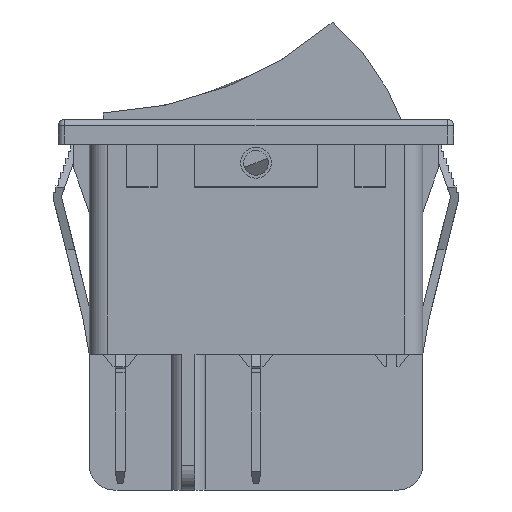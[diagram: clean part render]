
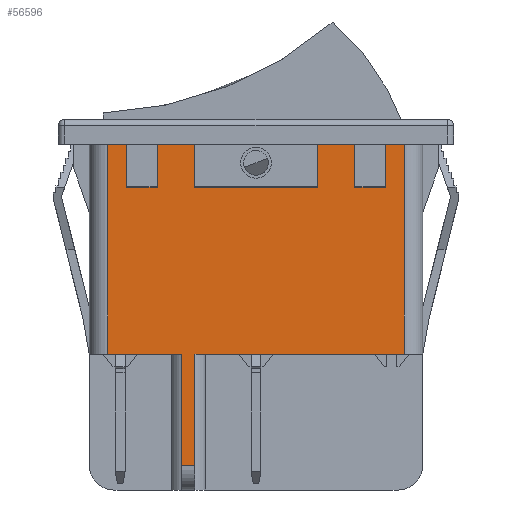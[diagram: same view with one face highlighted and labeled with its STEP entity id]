
A CAD part, front view. The second image highlights one B-rep face of the part: STEP entity #56596.
In plain terms, the highlighted planar face has unit normal (0, -1, 0).
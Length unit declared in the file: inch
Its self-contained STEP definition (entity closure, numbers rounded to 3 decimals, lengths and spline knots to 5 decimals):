
#52700=CARTESIAN_POINT('',(-0.47244,-0.42717,0.66929));
#52701=VERTEX_POINT('',#52700);
#52709=CARTESIAN_POINT('',(-0.41339,-0.42717,0.66929));
#52710=VERTEX_POINT('',#52709);
#52711=CARTESIAN_POINT('',(-0.41339,-0.42717,0.66929));
#52712=DIRECTION('',(-1.0,0.0,0.0));
#52713=VECTOR('',#52712,0.05906);
#52714=LINE('',#52711,#52713);
#52715=EDGE_CURVE('',#52710,#52701,#52714,.T.);
#52733=CARTESIAN_POINT('',(-0.31496,-0.42717,0.66929));
#52734=VERTEX_POINT('',#52733);
#52741=CARTESIAN_POINT('',(-0.19685,-0.42717,0.66929));
#52742=VERTEX_POINT('',#52741);
#52743=CARTESIAN_POINT('',(-0.19685,-0.42717,0.66929));
#52744=DIRECTION('',(-1.0,0.0,0.0));
#52745=VECTOR('',#52744,0.11811);
#52746=LINE('',#52743,#52745);
#52747=EDGE_CURVE('',#52742,#52734,#52746,.T.);
#52765=CARTESIAN_POINT('',(0.19685,-0.42717,0.66929));
#52766=VERTEX_POINT('',#52765);
#52773=CARTESIAN_POINT('',(0.31496,-0.42717,0.66929));
#52774=VERTEX_POINT('',#52773);
#52775=CARTESIAN_POINT('',(0.31496,-0.42717,0.66929));
#52776=DIRECTION('',(-1.0,0.0,0.0));
#52777=VECTOR('',#52776,0.11811);
#52778=LINE('',#52775,#52777);
#52779=EDGE_CURVE('',#52774,#52766,#52778,.T.);
#52797=CARTESIAN_POINT('',(0.41339,-0.42717,0.66929));
#52798=VERTEX_POINT('',#52797);
#52805=CARTESIAN_POINT('',(0.47244,-0.42717,0.66929));
#52806=VERTEX_POINT('',#52805);
#52807=CARTESIAN_POINT('',(0.47244,-0.42717,0.66929));
#52808=DIRECTION('',(-1.0,0.0,0.0));
#52809=VECTOR('',#52808,0.05906);
#52810=LINE('',#52807,#52809);
#52811=EDGE_CURVE('',#52806,#52798,#52810,.T.);
#56236=CARTESIAN_POINT('',(0.41339,-0.42717,0.5315));
#56237=VERTEX_POINT('',#56236);
#56254=CARTESIAN_POINT('',(0.31496,-0.42717,0.5315));
#56255=VERTEX_POINT('',#56254);
#56262=CARTESIAN_POINT('',(0.41339,-0.42717,0.5315));
#56263=DIRECTION('',(-1.0,0.0,0.0));
#56264=VECTOR('',#56263,0.09843);
#56265=LINE('',#56262,#56264);
#56266=EDGE_CURVE('',#56237,#56255,#56265,.T.);
#56284=CARTESIAN_POINT('',(0.31496,-0.42717,0.5315));
#56285=DIRECTION('',(0.0,0.0,1.0));
#56286=VECTOR('',#56285,0.1378);
#56287=LINE('',#56284,#56286);
#56288=EDGE_CURVE('',#56255,#52774,#56287,.T.);
#56298=CARTESIAN_POINT('',(0.19685,-0.42717,0.5315));
#56299=VERTEX_POINT('',#56298);
#56316=CARTESIAN_POINT('',(-0.19685,-0.42717,0.5315));
#56317=VERTEX_POINT('',#56316);
#56324=CARTESIAN_POINT('',(0.19685,-0.42717,0.5315));
#56325=DIRECTION('',(-1.0,0.0,0.0));
#56326=VECTOR('',#56325,0.3937);
#56327=LINE('',#56324,#56326);
#56328=EDGE_CURVE('',#56299,#56317,#56327,.T.);
#56346=CARTESIAN_POINT('',(-0.19685,-0.42717,0.5315));
#56347=DIRECTION('',(0.0,0.0,1.0));
#56348=VECTOR('',#56347,0.1378);
#56349=LINE('',#56346,#56348);
#56350=EDGE_CURVE('',#56317,#52742,#56349,.T.);
#56360=CARTESIAN_POINT('',(-0.31496,-0.42717,0.5315));
#56361=VERTEX_POINT('',#56360);
#56378=CARTESIAN_POINT('',(-0.41339,-0.42717,0.5315));
#56379=VERTEX_POINT('',#56378);
#56386=CARTESIAN_POINT('',(-0.31496,-0.42717,0.5315));
#56387=DIRECTION('',(-1.0,0.0,0.0));
#56388=VECTOR('',#56387,0.09843);
#56389=LINE('',#56386,#56388);
#56390=EDGE_CURVE('',#56361,#56379,#56389,.T.);
#56408=CARTESIAN_POINT('',(-0.41339,-0.42717,0.5315));
#56409=DIRECTION('',(0.0,0.0,1.0));
#56410=VECTOR('',#56409,0.1378);
#56411=LINE('',#56408,#56410);
#56412=EDGE_CURVE('',#56379,#52710,#56411,.T.);
#56443=CARTESIAN_POINT('',(0.19685,-0.42717,0.66929));
#56444=DIRECTION('',(0.0,0.0,-1.0));
#56445=VECTOR('',#56444,0.1378);
#56446=LINE('',#56443,#56445);
#56447=EDGE_CURVE('',#52766,#56299,#56446,.T.);
#56477=CARTESIAN_POINT('',(0.41339,-0.42717,0.66929));
#56478=DIRECTION('',(0.0,0.0,-1.0));
#56479=VECTOR('',#56478,0.1378);
#56480=LINE('',#56477,#56479);
#56481=EDGE_CURVE('',#52798,#56237,#56480,.T.);
#56511=CARTESIAN_POINT('',(-0.31496,-0.42717,0.66929));
#56512=DIRECTION('',(0.0,0.0,-1.0));
#56513=VECTOR('',#56512,0.1378);
#56514=LINE('',#56511,#56513);
#56515=EDGE_CURVE('',#52734,#56361,#56514,.T.);
#56522=CARTESIAN_POINT('',(-0.51969,-0.42717,0.72047));
#56523=DIRECTION('',(0.0,-1.0,0.0));
#56524=DIRECTION('',(0.0,0.0,-1.0));
#56525=AXIS2_PLACEMENT_3D('',#56522,#56523,#56524);
#56526=PLANE('',#56525);
#56527=ORIENTED_EDGE('',*,*,#56447,.T.);
#56528=ORIENTED_EDGE('',*,*,#56328,.T.);
#56529=ORIENTED_EDGE('',*,*,#56350,.T.);
#56530=ORIENTED_EDGE('',*,*,#52747,.T.);
#56531=ORIENTED_EDGE('',*,*,#56515,.T.);
#56532=ORIENTED_EDGE('',*,*,#56390,.T.);
#56533=ORIENTED_EDGE('',*,*,#56412,.T.);
#56534=ORIENTED_EDGE('',*,*,#52715,.T.);
#56535=CARTESIAN_POINT('',(-0.47244,-0.42717,0.0));
#56536=VERTEX_POINT('',#56535);
#56537=CARTESIAN_POINT('',(-0.47244,-0.42717,0.0));
#56538=DIRECTION('',(0.0,0.0,1.0));
#56539=VECTOR('',#56538,0.66929);
#56540=LINE('',#56537,#56539);
#56541=EDGE_CURVE('',#56536,#52701,#56540,.T.);
#56542=ORIENTED_EDGE('',*,*,#56541,.F.);
#56543=CARTESIAN_POINT('',(-0.23622,-0.42717,0.0));
#56544=VERTEX_POINT('',#56543);
#56545=CARTESIAN_POINT('',(-0.47244,-0.42717,0.0));
#56546=DIRECTION('',(1.0,0.0,0.0));
#56547=VECTOR('',#56546,0.23622);
#56548=LINE('',#56545,#56547);
#56549=EDGE_CURVE('',#56536,#56544,#56548,.T.);
#56550=ORIENTED_EDGE('',*,*,#56549,.T.);
#56551=CARTESIAN_POINT('',(-0.23622,-0.42717,-0.35433));
#56552=VERTEX_POINT('',#56551);
#56553=CARTESIAN_POINT('',(-0.23622,-0.42717,0.0));
#56554=DIRECTION('',(0.0,0.0,-1.0));
#56555=VECTOR('',#56554,0.35433);
#56556=LINE('',#56553,#56555);
#56557=EDGE_CURVE('',#56544,#56552,#56556,.T.);
#56558=ORIENTED_EDGE('',*,*,#56557,.T.);
#56559=CARTESIAN_POINT('',(-0.19449,-0.42717,-0.35433));
#56560=VERTEX_POINT('',#56559);
#56561=CARTESIAN_POINT('',(-0.19449,-0.42717,-0.35433));
#56562=DIRECTION('',(-1.0,0.0,0.0));
#56563=VECTOR('',#56562,0.04173);
#56564=LINE('',#56561,#56563);
#56565=EDGE_CURVE('',#56560,#56552,#56564,.T.);
#56566=ORIENTED_EDGE('',*,*,#56565,.F.);
#56567=CARTESIAN_POINT('',(-0.19449,-0.42717,0.0));
#56568=VERTEX_POINT('',#56567);
#56569=CARTESIAN_POINT('',(-0.19449,-0.42717,0.0));
#56570=DIRECTION('',(0.0,0.0,-1.0));
#56571=VECTOR('',#56570,0.35433);
#56572=LINE('',#56569,#56571);
#56573=EDGE_CURVE('',#56568,#56560,#56572,.T.);
#56574=ORIENTED_EDGE('',*,*,#56573,.F.);
#56575=CARTESIAN_POINT('',(0.47244,-0.42717,0.0));
#56576=VERTEX_POINT('',#56575);
#56577=CARTESIAN_POINT('',(-0.19449,-0.42717,0.0));
#56578=DIRECTION('',(1.0,0.0,0.0));
#56579=VECTOR('',#56578,0.66693);
#56580=LINE('',#56577,#56579);
#56581=EDGE_CURVE('',#56568,#56576,#56580,.T.);
#56582=ORIENTED_EDGE('',*,*,#56581,.T.);
#56583=CARTESIAN_POINT('',(0.47244,-0.42717,0.0));
#56584=DIRECTION('',(0.0,0.0,1.0));
#56585=VECTOR('',#56584,0.66929);
#56586=LINE('',#56583,#56585);
#56587=EDGE_CURVE('',#56576,#52806,#56586,.T.);
#56588=ORIENTED_EDGE('',*,*,#56587,.T.);
#56589=ORIENTED_EDGE('',*,*,#52811,.T.);
#56590=ORIENTED_EDGE('',*,*,#56481,.T.);
#56591=ORIENTED_EDGE('',*,*,#56266,.T.);
#56592=ORIENTED_EDGE('',*,*,#56288,.T.);
#56593=ORIENTED_EDGE('',*,*,#52779,.T.);
#56594=EDGE_LOOP('',(#56527,#56528,#56529,#56530,#56531,#56532,#56533,#56534,#56542,#56550,#56558,#56566,#56574,#56582,#56588,#56589,#56590,#56591,#56592,#56593));
#56595=FACE_OUTER_BOUND('',#56594,.T.);
#56596=ADVANCED_FACE('',(#56595),#56526,.T.);
